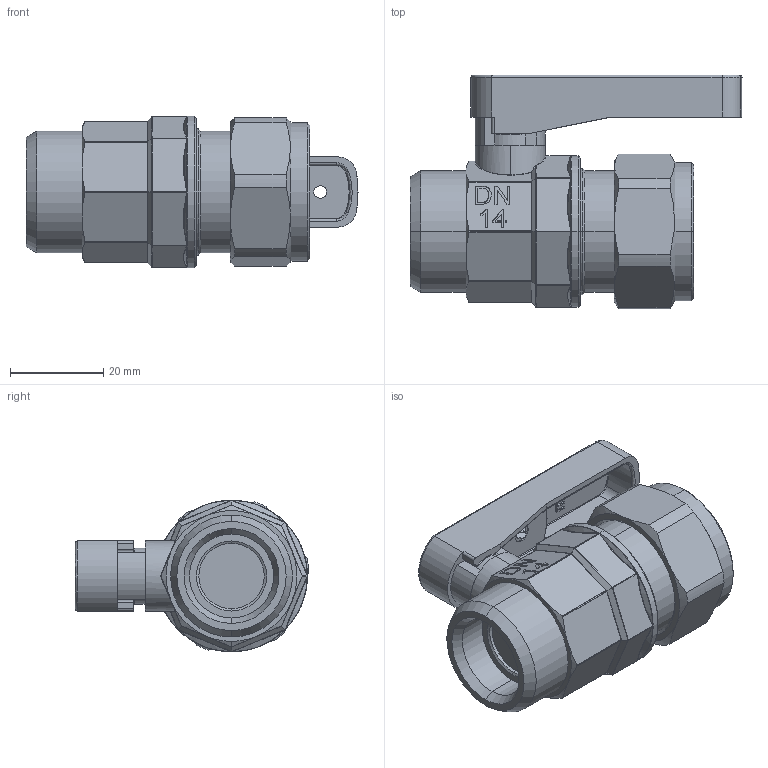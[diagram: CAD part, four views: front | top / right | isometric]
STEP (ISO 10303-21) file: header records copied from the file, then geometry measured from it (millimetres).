
FILE_DESCRIPTION (( 'STEP AP214' ), '1' );
FILE_NAME ('0644000198A.STEP', '2012-11-15T17:32:19', ( '' ), ( '' ), 'SwSTEP 2.0', 'SolidWorks 2012', '' );
FILE_SCHEMA (( 'AUTOMOTIVE_DESIGN' ));
Length unit declared in the file: millimetre
Products named in the file (1): 0644000198A
Bounding box: 71.1 x 50.07 x 32.5 mm (x, y, z)
Volume: 43196.1 mm3; surface area: 13505.3 mm2
Topology: 3 solids, 3 shells, 939 faces, 2448 edges, 1552 vertices
Faces by surface type: plane 429, bspline 271, cylinder 176, cone 63
Entity records: 41070 total; most frequent: CARTESIAN_POINT 17581, ORIENTED_EDGE 4856, DIRECTION 3417, EDGE_CURVE 2428, VERTEX_POINT 1552, VECTOR 1375, LINE 1375, AXIS2_PLACEMENT_3D 1021
